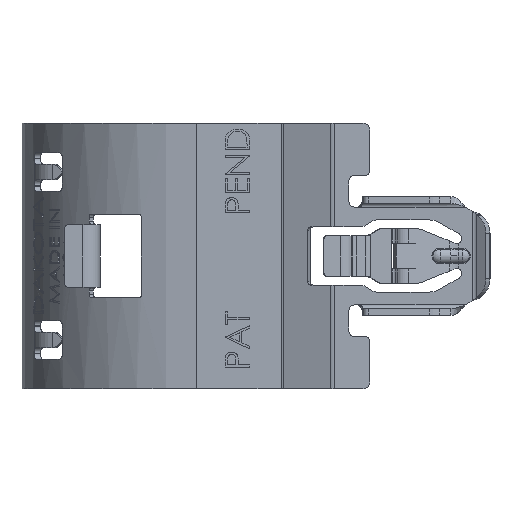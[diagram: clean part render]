
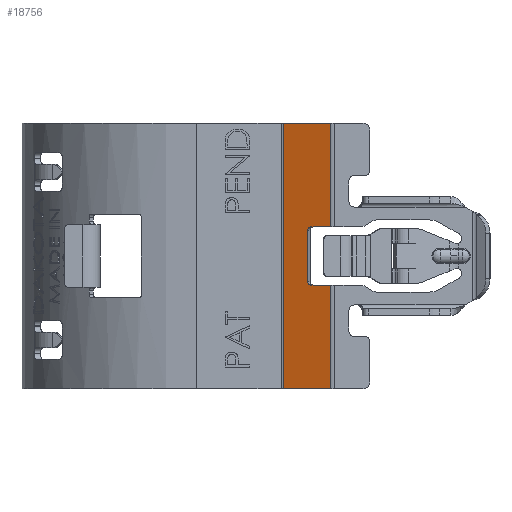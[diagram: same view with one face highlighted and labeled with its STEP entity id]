
A CAD part, left-side view. The second image highlights one B-rep face of the part: STEP entity #18756.
In plain terms, the highlighted planar face has unit normal (-0.94, 0.342, 0).
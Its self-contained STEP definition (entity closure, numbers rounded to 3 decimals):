
#649 = PLANE ( 'NONE',  #9047 ) ;
#733 = LINE ( 'NONE', #10290, #3287 ) ;
#1460 = ORIENTED_EDGE ( 'NONE', *, *, #30255, .T. ) ;
#1486 = CARTESIAN_POINT ( 'NONE',  ( 19.708, 86.535, -7. ) ) ;
#1784 = DIRECTION ( 'NONE',  ( 0., 0., -1. ) ) ;
#2876 = DIRECTION ( 'NONE',  ( 0.342, 0.94, 0. ) ) ;
#3287 = VECTOR ( 'NONE', #31739, 1000. ) ;
#3966 = CARTESIAN_POINT ( 'NONE',  ( -25.01, -36.327, 19. ) ) ;
#5033 = LINE ( 'NONE', #8158, #33742 ) ;
#5777 = LINE ( 'NONE', #40131, #29811 ) ;
#6049 = CARTESIAN_POINT ( 'NONE',  ( -26.294, -39.854, -5.15 ) ) ;
#6149 = CARTESIAN_POINT ( 'NONE',  ( -25.01, -36.327, -19. ) ) ;
#7326 = CARTESIAN_POINT ( 'NONE',  ( -26.465, -40.324, 4.15 ) ) ;
#7400 = DIRECTION ( 'NONE',  ( 0., 0., -1. ) ) ;
#7495 = VERTEX_POINT ( 'NONE', #8489 ) ;
#7708 = FACE_OUTER_BOUND ( 'NONE', #12437, .T. ) ;
#7737 = DIRECTION ( 'NONE',  ( 0., 0., 1. ) ) ;
#8158 = CARTESIAN_POINT ( 'NONE',  ( -27.482, -43.12, -7. ) ) ;
#8486 = DIRECTION ( 'NONE',  ( 0., 0., 1. ) ) ;
#8489 = CARTESIAN_POINT ( 'NONE',  ( -27.482, -43.12, 4.15 ) ) ;
#9047 = AXIS2_PLACEMENT_3D ( 'NONE', #1486, #38916, #10205 ) ;
#9182 = AXIS2_PLACEMENT_3D ( 'NONE', #14046, #21121, #1784 ) ;
#9718 = VERTEX_POINT ( 'NONE', #7326 ) ;
#10205 = DIRECTION ( 'NONE',  ( 0., 0., -1. ) ) ;
#10290 = CARTESIAN_POINT ( 'NONE',  ( -28.961, -47.182, -4.15 ) ) ;
#10513 = AXIS2_PLACEMENT_3D ( 'NONE', #22979, #35883, #7400 ) ;
#11886 = LINE ( 'NONE', #6049, #23085 ) ;
#11999 = VERTEX_POINT ( 'NONE', #32272 ) ;
#12437 = EDGE_LOOP ( 'NONE', ( #32441, #25443, #29624, #18152, #29676, #35753, #39568, #40192, #23849, #1460 ) ) ;
#14046 = CARTESIAN_POINT ( 'NONE',  ( -26.465, -40.324, -3.65 ) ) ;
#14970 = CARTESIAN_POINT ( 'NONE',  ( -27.482, -43.12, -4.15 ) ) ;
#15055 = VECTOR ( 'NONE', #8486, 1000. ) ;
#15089 = LINE ( 'NONE', #40266, #35039 ) ;
#17346 = LINE ( 'NONE', #36692, #19917 ) ;
#17630 = CARTESIAN_POINT ( 'NONE',  ( -27.482, -43.12, 19. ) ) ;
#18152 = ORIENTED_EDGE ( 'NONE', *, *, #39584, .T. ) ;
#18756 = ADVANCED_FACE ( 'NONE', ( #7708 ), #649, .F. ) ;
#18919 = CARTESIAN_POINT ( 'NONE',  ( -27.482, -43.12, -19. ) ) ;
#19113 = CIRCLE ( 'NONE', #10513, 0.5 ) ;
#19145 = CARTESIAN_POINT ( 'NONE',  ( -28.984, -47.245, -19. ) ) ;
#19216 = EDGE_CURVE ( 'Edge101', #26255, #34907, #30743, .T. ) ;
#19917 = VECTOR ( 'NONE', #23568, 1000. ) ;
#21121 = DIRECTION ( 'NONE',  ( 0.94, -0.342, 0. ) ) ;
#21387 = CARTESIAN_POINT ( 'NONE',  ( -25.01, -36.327, -7. ) ) ;
#22979 = CARTESIAN_POINT ( 'NONE',  ( -26.465, -40.324, 3.65 ) ) ;
#23085 = VECTOR ( 'NONE', #28092, 1000. ) ;
#23182 = VECTOR ( 'NONE', #31847, 1000. ) ;
#23295 = CARTESIAN_POINT ( 'NONE',  ( -26.294, -39.854, -3.65 ) ) ;
#23568 = DIRECTION ( 'NONE',  ( 0., 0., 1. ) ) ;
#23849 = ORIENTED_EDGE ( 'NONE', *, *, #41114, .T. ) ;
#24271 = VERTEX_POINT ( 'NONE', #14970 ) ;
#25000 = VERTEX_POINT ( 'NONE', #17630 ) ;
#25443 = ORIENTED_EDGE ( 'NONE', *, *, #40072, .T. ) ;
#26018 = VERTEX_POINT ( 'NONE', #18919 ) ;
#26255 = VERTEX_POINT ( 'NONE', #6149 ) ;
#26710 = VERTEX_POINT ( 'NONE', #27527 ) ;
#27527 = CARTESIAN_POINT ( 'NONE',  ( -26.294, -39.854, 3.65 ) ) ;
#28092 = DIRECTION ( 'NONE',  ( 0., 0., -1. ) ) ;
#28587 = EDGE_CURVE ( 'NONE', #26710, #9718, #19113, .T. ) ;
#28700 = EDGE_CURVE ( 'NONE', #11999, #29313, #39088, .T. ) ;
#29313 = VERTEX_POINT ( 'NONE', #23295 ) ;
#29624 = ORIENTED_EDGE ( 'NONE', *, *, #37498, .T. ) ;
#29676 = ORIENTED_EDGE ( 'NONE', *, *, #28700, .T. ) ;
#29811 = VECTOR ( 'NONE', #2876, 1000. ) ;
#30255 = EDGE_CURVE ( 'NONE', #25000, #34907, #5777, .T. ) ;
#30743 = LINE ( 'NONE', #21387, #15055 ) ;
#31739 = DIRECTION ( 'NONE',  ( 0.342, 0.94, 0. ) ) ;
#31847 = DIRECTION ( 'NONE',  ( -0.342, -0.94, 0. ) ) ;
#32272 = CARTESIAN_POINT ( 'NONE',  ( -26.465, -40.324, -4.15 ) ) ;
#32441 = ORIENTED_EDGE ( 'NONE', *, *, #19216, .F. ) ;
#33460 = EDGE_CURVE ( 'NONE', #26710, #29313, #11886, .T. ) ;
#33742 = VECTOR ( 'NONE', #7737, 1000. ) ;
#34010 = DIRECTION ( 'NONE',  ( -0.342, -0.94, 0. ) ) ;
#34907 = VERTEX_POINT ( 'NONE', #3966 ) ;
#35039 = VECTOR ( 'NONE', #34010, 1000. ) ;
#35175 = LINE ( 'NONE', #19145, #23182 ) ;
#35753 = ORIENTED_EDGE ( 'NONE', *, *, #33460, .F. ) ;
#35883 = DIRECTION ( 'NONE',  ( 0.94, -0.342, 0. ) ) ;
#36692 = CARTESIAN_POINT ( 'NONE',  ( -27.482, -43.12, -7. ) ) ;
#36823 = EDGE_CURVE ( 'NONE', #9718, #7495, #15089, .T. ) ;
#37498 = EDGE_CURVE ( 'NONE', #26018, #24271, #5033, .T. ) ;
#38916 = DIRECTION ( 'NONE',  ( 0.94, -0.342, 0. ) ) ;
#39088 = CIRCLE ( 'NONE', #9182, 0.5 ) ;
#39568 = ORIENTED_EDGE ( 'NONE', *, *, #28587, .T. ) ;
#39584 = EDGE_CURVE ( 'NONE', #24271, #11999, #733, .T. ) ;
#40072 = EDGE_CURVE ( 'NONE', #26255, #26018, #35175, .T. ) ;
#40131 = CARTESIAN_POINT ( 'NONE',  ( -28.984, -47.245, 19. ) ) ;
#40192 = ORIENTED_EDGE ( 'NONE', *, *, #36823, .T. ) ;
#40266 = CARTESIAN_POINT ( 'NONE',  ( -28.961, -47.182, 4.15 ) ) ;
#41114 = EDGE_CURVE ( 'NONE', #7495, #25000, #17346, .T. ) ;
